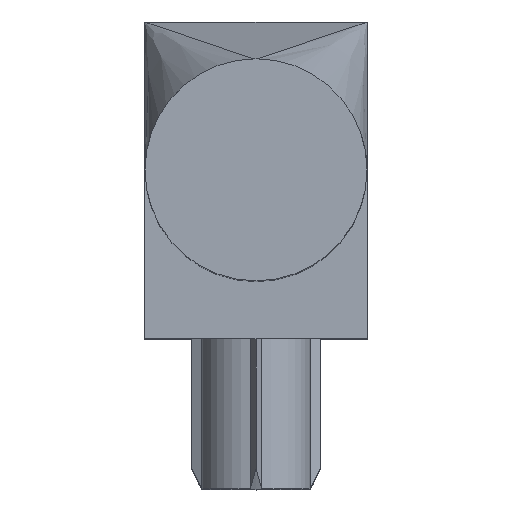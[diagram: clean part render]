
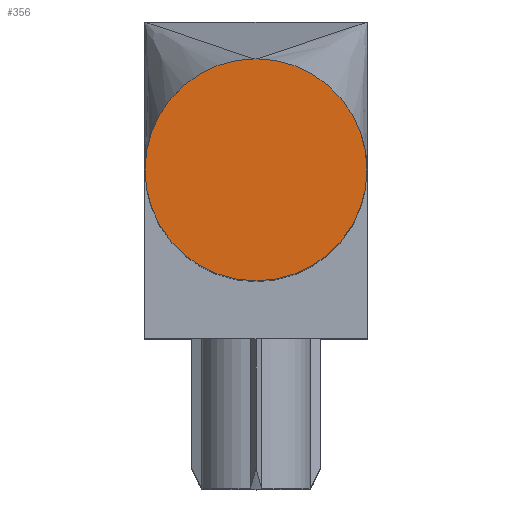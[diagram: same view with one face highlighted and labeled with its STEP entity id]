
A CAD part, top view. The second image highlights one B-rep face of the part: STEP entity #356.
In plain terms, the highlighted planar face has unit normal (0, 0, 1).
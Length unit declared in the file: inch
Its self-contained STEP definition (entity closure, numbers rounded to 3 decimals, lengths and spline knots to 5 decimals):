
#51 = EDGE_CURVE ( 'NONE', #1111, #487, #434, .T. ) ;
#155 = ORIENTED_EDGE ( 'NONE', *, *, #51, .T. ) ;
#158 = DIRECTION ( 'NONE',  ( 1., 0., 0. ) ) ;
#233 = DIRECTION ( 'NONE',  ( 0., 0., 1. ) ) ;
#259 = EDGE_LOOP ( 'NONE', ( #498, #155 ) ) ;
#356 = ADVANCED_FACE ( 'NONE', ( #679 ), #502, .T. ) ;
#409 = AXIS2_PLACEMENT_3D ( 'NONE', #1023, #233, #913 ) ;
#434 = CIRCLE ( 'NONE', #409, 0.07 ) ;
#473 = CARTESIAN_POINT ( 'NONE',  ( -0.07, 0.106, 0.29 ) ) ;
#487 = VERTEX_POINT ( 'NONE', #473 ) ;
#498 = ORIENTED_EDGE ( 'NONE', *, *, #1356, .T. ) ;
#502 = PLANE ( 'NONE',  #1079 ) ;
#505 = CARTESIAN_POINT ( 'NONE',  ( 0., 0., 0.29 ) ) ;
#526 = CIRCLE ( 'NONE', #775, 0.07 ) ;
#679 = FACE_OUTER_BOUND ( 'NONE', #259, .T. ) ;
#775 = AXIS2_PLACEMENT_3D ( 'NONE', #1425, #871, #976 ) ;
#871 = DIRECTION ( 'NONE',  ( 0., 0., 1. ) ) ;
#913 = DIRECTION ( 'NONE',  ( 1., 0., 0. ) ) ;
#949 = DIRECTION ( 'NONE',  ( 0., 0., 1. ) ) ;
#976 = DIRECTION ( 'NONE',  ( 1., 0., 0. ) ) ;
#1023 = CARTESIAN_POINT ( 'NONE',  ( 0., 0.106, 0.29 ) ) ;
#1079 = AXIS2_PLACEMENT_3D ( 'NONE', #505, #949, #158 ) ;
#1111 = VERTEX_POINT ( 'NONE', #1402 ) ;
#1356 = EDGE_CURVE ( 'NONE', #487, #1111, #526, .T. ) ;
#1402 = CARTESIAN_POINT ( 'NONE',  ( 0.07, 0.106, 0.29 ) ) ;
#1425 = CARTESIAN_POINT ( 'NONE',  ( 0., 0.106, 0.29 ) ) ;
